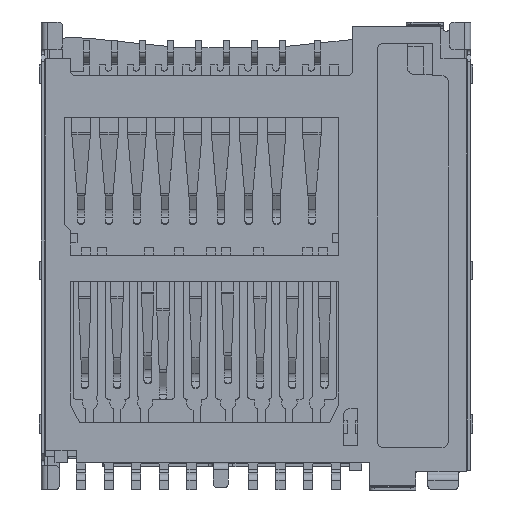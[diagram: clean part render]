
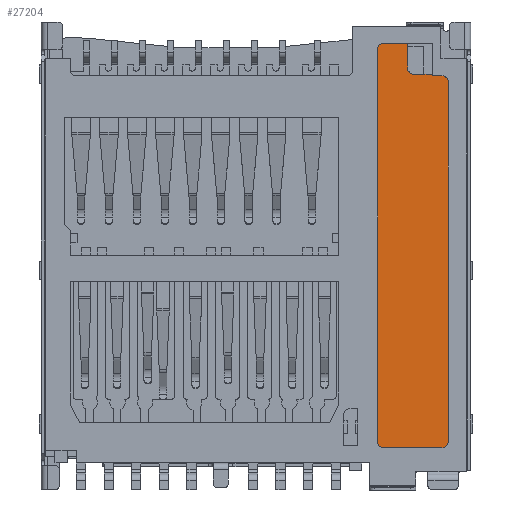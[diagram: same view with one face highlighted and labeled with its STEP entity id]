
A CAD part, front view. The second image highlights one B-rep face of the part: STEP entity #27204.
In plain terms, the highlighted planar face has unit normal (0, -1, 0).
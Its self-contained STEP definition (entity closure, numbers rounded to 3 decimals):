
#1438 = AXIS2_PLACEMENT_3D ( 'NONE', #4823, #34325, #19536 ) ;
#1900 = LINE ( 'NONE', #11844, #18326 ) ;
#2546 = LINE ( 'NONE', #11568, #18743 ) ;
#2745 = VERTEX_POINT ( 'NONE', #29443 ) ;
#3026 = CARTESIAN_POINT ( 'NONE',  ( 6.06, 0.25, 5.675 ) ) ;
#3547 = LINE ( 'NONE', #47473, #3624 ) ;
#3624 = VECTOR ( 'NONE', #21338, 1000. ) ;
#4213 = EDGE_CURVE ( 'NONE', #20916, #35656, #11490, .T. ) ;
#4677 = CARTESIAN_POINT ( 'NONE',  ( 6.06, 0.25, -6.045 ) ) ;
#4823 = CARTESIAN_POINT ( 'NONE',  ( 5.14, 0.25, 6.125 ) ) ;
#5336 = DIRECTION ( 'NONE',  ( 0., 0., -1. ) ) ;
#5720 = ORIENTED_EDGE ( 'NONE', *, *, #6518, .F. ) ;
#6066 = CARTESIAN_POINT ( 'NONE',  ( 6.26, 0.25, -6.045 ) ) ;
#6484 = VECTOR ( 'NONE', #10450, 1000. ) ;
#6518 = EDGE_CURVE ( 'NONE', #7321, #2745, #26395, .T. ) ;
#6556 = LINE ( 'NONE', #14149, #6484 ) ;
#6772 = CIRCLE ( 'NONE', #31751, 0.2 ) ;
#7321 = VERTEX_POINT ( 'NONE', #35305 ) ;
#7592 = DIRECTION ( 'NONE',  ( 0., 1., 0. ) ) ;
#7662 = VERTEX_POINT ( 'NONE', #47435 ) ;
#9262 = ORIENTED_EDGE ( 'NONE', *, *, #10562, .F. ) ;
#9271 = EDGE_CURVE ( 'NONE', #40840, #17476, #1900, .T. ) ;
#9276 = ORIENTED_EDGE ( 'NONE', *, *, #4213, .F. ) ;
#10450 = DIRECTION ( 'NONE',  ( 0., 0., 1. ) ) ;
#10562 = EDGE_CURVE ( 'NONE', #2745, #11029, #40940, .T. ) ;
#10991 = ORIENTED_EDGE ( 'NONE', *, *, #32519, .F. ) ;
#11029 = VERTEX_POINT ( 'NONE', #6066 ) ;
#11305 = CARTESIAN_POINT ( 'NONE',  ( 6.26, 0.25, -6.045 ) ) ;
#11490 = LINE ( 'NONE', #38330, #43128 ) ;
#11568 = CARTESIAN_POINT ( 'NONE',  ( 4.94, 0.25, 6.725 ) ) ;
#11636 = DIRECTION ( 'NONE',  ( 0., 0., -1. ) ) ;
#11844 = CARTESIAN_POINT ( 'NONE',  ( 4.16, 0.25, -6.245 ) ) ;
#12120 = CARTESIAN_POINT ( 'NONE',  ( 5.74, 0.25, 5.875 ) ) ;
#12131 = EDGE_CURVE ( 'NONE', #35656, #7662, #2546, .T. ) ;
#12289 = DIRECTION ( 'NONE',  ( 0., 1., 0. ) ) ;
#13303 = ORIENTED_EDGE ( 'NONE', *, *, #31179, .F. ) ;
#13425 = VERTEX_POINT ( 'NONE', #44963 ) ;
#13600 = EDGE_CURVE ( 'NONE', #11029, #40840, #21623, .T. ) ;
#13672 = VECTOR ( 'NONE', #25262, 1000. ) ;
#14149 = CARTESIAN_POINT ( 'NONE',  ( 3.96, 0.25, 6.725 ) ) ;
#15036 = EDGE_CURVE ( 'NONE', #36549, #7321, #44481, .T. ) ;
#17476 = VERTEX_POINT ( 'NONE', #26598 ) ;
#17497 = ORIENTED_EDGE ( 'NONE', *, *, #33241, .F. ) ;
#17976 = ORIENTED_EDGE ( 'NONE', *, *, #9271, .F. ) ;
#17985 = CARTESIAN_POINT ( 'NONE',  ( 6.06, 0.25, 5.875 ) ) ;
#18314 = DIRECTION ( 'NONE',  ( 0., 0., -1. ) ) ;
#18326 = VECTOR ( 'NONE', #46679, 1000. ) ;
#18743 = VECTOR ( 'NONE', #18314, 1000. ) ;
#19215 = EDGE_CURVE ( 'NONE', #41645, #45906, #3547, .T. ) ;
#19385 = FACE_OUTER_BOUND ( 'NONE', #41671, .T. ) ;
#19536 = DIRECTION ( 'NONE',  ( 0., 0., -1. ) ) ;
#19643 = CARTESIAN_POINT ( 'NONE',  ( 5.74, 0.25, 5.925 ) ) ;
#20913 = PLANE ( 'NONE',  #23798 ) ;
#20916 = VERTEX_POINT ( 'NONE', #26091 ) ;
#21316 = AXIS2_PLACEMENT_3D ( 'NONE', #45047, #7592, #44421 ) ;
#21338 = DIRECTION ( 'NONE',  ( 1., 0., 0. ) ) ;
#21623 = CIRCLE ( 'NONE', #47184, 0.2 ) ;
#23798 = AXIS2_PLACEMENT_3D ( 'NONE', #39826, #44997, #47378 ) ;
#24609 = VECTOR ( 'NONE', #28842, 1000. ) ;
#25262 = DIRECTION ( 'NONE',  ( 0., 0., -1. ) ) ;
#25679 = DIRECTION ( 'NONE',  ( 0., 1., 0. ) ) ;
#26091 = CARTESIAN_POINT ( 'NONE',  ( 4.16, 0.25, 6.925 ) ) ;
#26395 = CIRCLE ( 'NONE', #38363, 0.2 ) ;
#26598 = CARTESIAN_POINT ( 'NONE',  ( 4.16, 0.25, -6.245 ) ) ;
#27204 = ADVANCED_FACE ( 'NONE', ( #19385 ), #20913, .T. ) ;
#28288 = ORIENTED_EDGE ( 'NONE', *, *, #36431, .F. ) ;
#28842 = DIRECTION ( 'NONE',  ( 0., 0., -1. ) ) ;
#29037 = CARTESIAN_POINT ( 'NONE',  ( 3.96, 0.25, 6.725 ) ) ;
#29443 = CARTESIAN_POINT ( 'NONE',  ( 6.26, 0.25, 5.675 ) ) ;
#31179 = EDGE_CURVE ( 'NONE', #13425, #45275, #6556, .T. ) ;
#31200 = CARTESIAN_POINT ( 'NONE',  ( 5.14, 0.25, 5.925 ) ) ;
#31751 = AXIS2_PLACEMENT_3D ( 'NONE', #35923, #43950, #42618 ) ;
#31771 = CARTESIAN_POINT ( 'NONE',  ( 5.74, 0.25, 5.875 ) ) ;
#32519 = EDGE_CURVE ( 'NONE', #45906, #36549, #46147, .T. ) ;
#33241 = EDGE_CURVE ( 'NONE', #45275, #20916, #33789, .T. ) ;
#33789 = CIRCLE ( 'NONE', #21316, 0.2 ) ;
#33790 = ORIENTED_EDGE ( 'NONE', *, *, #45554, .F. ) ;
#34077 = DIRECTION ( 'NONE',  ( 1., 0., 0. ) ) ;
#34325 = DIRECTION ( 'NONE',  ( 0., -1., 0. ) ) ;
#35305 = CARTESIAN_POINT ( 'NONE',  ( 6.06, 0.25, 5.875 ) ) ;
#35656 = VERTEX_POINT ( 'NONE', #43951 ) ;
#35905 = CIRCLE ( 'NONE', #1438, 0.2 ) ;
#35923 = CARTESIAN_POINT ( 'NONE',  ( 4.16, 0.25, -6.045 ) ) ;
#36431 = EDGE_CURVE ( 'NONE', #7662, #41645, #35905, .T. ) ;
#36549 = VERTEX_POINT ( 'NONE', #12120 ) ;
#38330 = CARTESIAN_POINT ( 'NONE',  ( 5.74, 0.25, 6.925 ) ) ;
#38363 = AXIS2_PLACEMENT_3D ( 'NONE', #3026, #25679, #11636 ) ;
#38939 = ORIENTED_EDGE ( 'NONE', *, *, #19215, .F. ) ;
#39517 = ORIENTED_EDGE ( 'NONE', *, *, #15036, .F. ) ;
#39826 = CARTESIAN_POINT ( 'NONE',  ( 4.16, 0.25, 6.725 ) ) ;
#40840 = VERTEX_POINT ( 'NONE', #45553 ) ;
#40940 = LINE ( 'NONE', #11305, #24609 ) ;
#41645 = VERTEX_POINT ( 'NONE', #31200 ) ;
#41671 = EDGE_LOOP ( 'NONE', ( #38939, #28288, #43048, #9276, #17497, #13303, #33790, #17976, #44121, #9262, #5720, #39517, #10991 ) ) ;
#42181 = DIRECTION ( 'NONE',  ( 1., 0., 0. ) ) ;
#42618 = DIRECTION ( 'NONE',  ( 0., 0., -1. ) ) ;
#43048 = ORIENTED_EDGE ( 'NONE', *, *, #12131, .F. ) ;
#43128 = VECTOR ( 'NONE', #42181, 1000. ) ;
#43950 = DIRECTION ( 'NONE',  ( 0., 1., 0. ) ) ;
#43951 = CARTESIAN_POINT ( 'NONE',  ( 4.94, 0.25, 6.925 ) ) ;
#44000 = VECTOR ( 'NONE', #34077, 1000. ) ;
#44121 = ORIENTED_EDGE ( 'NONE', *, *, #13600, .F. ) ;
#44421 = DIRECTION ( 'NONE',  ( 0., 0., -1. ) ) ;
#44481 = LINE ( 'NONE', #17985, #44000 ) ;
#44963 = CARTESIAN_POINT ( 'NONE',  ( 3.96, 0.25, -6.045 ) ) ;
#44997 = DIRECTION ( 'NONE',  ( 0., -1., 0. ) ) ;
#45047 = CARTESIAN_POINT ( 'NONE',  ( 4.16, 0.25, 6.725 ) ) ;
#45275 = VERTEX_POINT ( 'NONE', #29037 ) ;
#45554 = EDGE_CURVE ( 'NONE', #17476, #13425, #6772, .T. ) ;
#45553 = CARTESIAN_POINT ( 'NONE',  ( 6.06, 0.25, -6.245 ) ) ;
#45906 = VERTEX_POINT ( 'NONE', #19643 ) ;
#46147 = LINE ( 'NONE', #31771, #13672 ) ;
#46679 = DIRECTION ( 'NONE',  ( -1., 0., 0. ) ) ;
#47184 = AXIS2_PLACEMENT_3D ( 'NONE', #4677, #12289, #5336 ) ;
#47378 = DIRECTION ( 'NONE',  ( 0., 0., -1. ) ) ;
#47435 = CARTESIAN_POINT ( 'NONE',  ( 4.94, 0.25, 6.125 ) ) ;
#47473 = CARTESIAN_POINT ( 'NONE',  ( 4.16, 0.25, 5.925 ) ) ;
